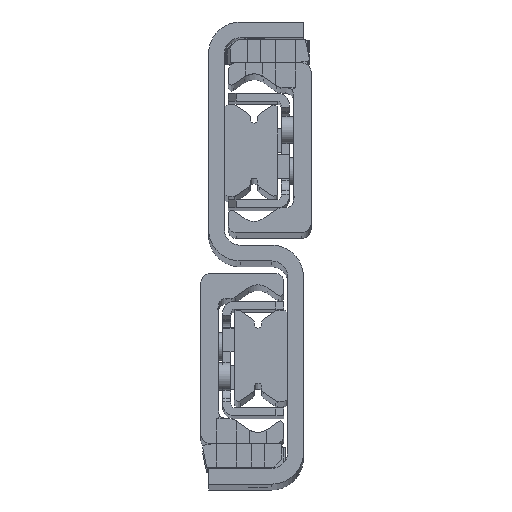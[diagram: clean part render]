
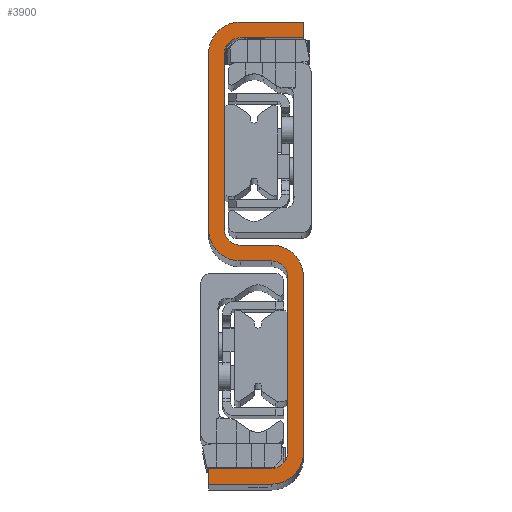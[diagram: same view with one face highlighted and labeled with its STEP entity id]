
A CAD part, top view. The second image highlights one B-rep face of the part: STEP entity #3900.
In plain terms, the highlighted planar face has unit normal (0, 0, 1).
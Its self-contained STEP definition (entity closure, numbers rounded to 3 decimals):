
#2974=CARTESIAN_POINT('',(24.,117.,850.0));
#2975=VERTEX_POINT('',#2974);
#2976=CARTESIAN_POINT('',(24.,113.0,850.0));
#2977=VERTEX_POINT('',#2976);
#2978=CARTESIAN_POINT('',(24.,117.,850.0));
#2979=DIRECTION('',(0.0,-1.0,0.0));
#2980=VECTOR('',#2979,4.);
#2981=LINE('',#2978,#2980);
#2982=EDGE_CURVE('',#2975,#2977,#2981,.T.);
#3014=CARTESIAN_POINT('',(8.,113.0,850.0));
#3015=VERTEX_POINT('',#3014);
#3016=CARTESIAN_POINT('',(24.,113.0,850.0));
#3017=DIRECTION('',(-1.0,0.0,0.0));
#3018=VECTOR('',#3017,16.);
#3019=LINE('',#3016,#3018);
#3020=EDGE_CURVE('',#2977,#3015,#3019,.T.);
#3072=CARTESIAN_POINT('',(4.,109.,850.0));
#3073=VERTEX_POINT('',#3072);
#3074=CARTESIAN_POINT('',(8.,109.,850.0));
#3075=DIRECTION('',(0.0,0.0,1.0));
#3076=DIRECTION('',(0.0,-1.0,0.0));
#3077=AXIS2_PLACEMENT_3D('',#3074,#3075,#3076);
#3078=CIRCLE('',#3077,4.0);
#3079=EDGE_CURVE('',#3015,#3073,#3078,.T.);
#3105=CARTESIAN_POINT('',(4.,64.5,850.0));
#3106=VERTEX_POINT('',#3105);
#3107=CARTESIAN_POINT('',(4.,109.,850.0));
#3108=DIRECTION('',(0.0,-1.0,0.0));
#3109=VECTOR('',#3108,44.5);
#3110=LINE('',#3107,#3109);
#3111=EDGE_CURVE('',#3073,#3106,#3110,.T.);
#3169=CARTESIAN_POINT('',(8.,60.5,850.0));
#3170=VERTEX_POINT('',#3169);
#3171=CARTESIAN_POINT('',(8.,64.5,850.0));
#3172=DIRECTION('',(0.0,0.0,1.0));
#3173=DIRECTION('',(1.0,0.0,0.0));
#3174=AXIS2_PLACEMENT_3D('',#3171,#3172,#3173);
#3175=CIRCLE('',#3174,4.0);
#3176=EDGE_CURVE('',#3106,#3170,#3175,.T.);
#3202=CARTESIAN_POINT('',(16.,60.5,850.0));
#3203=VERTEX_POINT('',#3202);
#3204=CARTESIAN_POINT('',(8.,60.5,850.0));
#3205=DIRECTION('',(1.0,0.0,0.0));
#3206=VECTOR('',#3205,8.);
#3207=LINE('',#3204,#3206);
#3208=EDGE_CURVE('',#3170,#3203,#3207,.T.);
#3233=CARTESIAN_POINT('',(24.,52.5,850.0));
#3234=VERTEX_POINT('',#3233);
#3235=CARTESIAN_POINT('',(16.,52.5,850.0));
#3236=DIRECTION('',(0.0,0.0,-1.0));
#3237=DIRECTION('',(1.0,0.0,0.0));
#3238=AXIS2_PLACEMENT_3D('',#3235,#3236,#3237);
#3239=CIRCLE('',#3238,8.0);
#3240=EDGE_CURVE('',#3203,#3234,#3239,.T.);
#3266=CARTESIAN_POINT('',(24.,8.,850.0));
#3267=VERTEX_POINT('',#3266);
#3268=CARTESIAN_POINT('',(24.,52.5,850.0));
#3269=DIRECTION('',(0.0,-1.0,0.0));
#3270=VECTOR('',#3269,44.5);
#3271=LINE('',#3268,#3270);
#3272=EDGE_CURVE('',#3234,#3267,#3271,.T.);
#3330=CARTESIAN_POINT('',(16.0,0.,850.0));
#3331=VERTEX_POINT('',#3330);
#3332=CARTESIAN_POINT('',(16.,8.,850.0));
#3333=DIRECTION('',(0.0,0.0,-1.0));
#3334=DIRECTION('',(0.,-1.,0.0));
#3335=AXIS2_PLACEMENT_3D('',#3332,#3333,#3334);
#3336=CIRCLE('',#3335,8.0);
#3337=EDGE_CURVE('',#3267,#3331,#3336,.T.);
#3363=CARTESIAN_POINT('',(0.0,0.,850.0));
#3364=VERTEX_POINT('',#3363);
#3365=CARTESIAN_POINT('',(16.0,0.,850.0));
#3366=DIRECTION('',(-1.0,0.0,0.0));
#3367=VECTOR('',#3366,16.0);
#3368=LINE('',#3365,#3367);
#3369=EDGE_CURVE('',#3331,#3364,#3368,.T.);
#3421=CARTESIAN_POINT('',(0.0,4.0,850.0));
#3422=VERTEX_POINT('',#3421);
#3423=CARTESIAN_POINT('',(0.0,0.,850.0));
#3424=DIRECTION('',(0.0,1.0,0.0));
#3425=VECTOR('',#3424,4.);
#3426=LINE('',#3423,#3425);
#3427=EDGE_CURVE('',#3364,#3422,#3426,.T.);
#3452=CARTESIAN_POINT('',(16.,4.,850.0));
#3453=VERTEX_POINT('',#3452);
#3454=CARTESIAN_POINT('',(0.0,4.0,850.0));
#3455=DIRECTION('',(1.0,0.0,0.0));
#3456=VECTOR('',#3455,16.);
#3457=LINE('',#3454,#3456);
#3458=EDGE_CURVE('',#3422,#3453,#3457,.T.);
#3510=CARTESIAN_POINT('',(20.,8.,850.0));
#3511=VERTEX_POINT('',#3510);
#3512=CARTESIAN_POINT('',(16.,8.,850.0));
#3513=DIRECTION('',(0.0,0.0,1.0));
#3514=DIRECTION('',(0.0,1.0,0.0));
#3515=AXIS2_PLACEMENT_3D('',#3512,#3513,#3514);
#3516=CIRCLE('',#3515,4.0);
#3517=EDGE_CURVE('',#3453,#3511,#3516,.T.);
#3543=CARTESIAN_POINT('',(20.,52.5,850.0));
#3544=VERTEX_POINT('',#3543);
#3545=CARTESIAN_POINT('',(20.,8.0,850.0));
#3546=DIRECTION('',(0.0,1.0,0.0));
#3547=VECTOR('',#3546,44.5);
#3548=LINE('',#3545,#3547);
#3549=EDGE_CURVE('',#3511,#3544,#3548,.T.);
#3607=CARTESIAN_POINT('',(16.,56.5,850.0));
#3608=VERTEX_POINT('',#3607);
#3609=CARTESIAN_POINT('',(16.,52.5,850.0));
#3610=DIRECTION('',(0.0,0.0,1.0));
#3611=DIRECTION('',(-1.0,0.0,0.0));
#3612=AXIS2_PLACEMENT_3D('',#3609,#3610,#3611);
#3613=CIRCLE('',#3612,4.0);
#3614=EDGE_CURVE('',#3544,#3608,#3613,.T.);
#3640=CARTESIAN_POINT('',(8.0,56.5,850.0));
#3641=VERTEX_POINT('',#3640);
#3642=CARTESIAN_POINT('',(16.,56.5,850.0));
#3643=DIRECTION('',(-1.0,0.0,0.0));
#3644=VECTOR('',#3643,8.);
#3645=LINE('',#3642,#3644);
#3646=EDGE_CURVE('',#3608,#3641,#3645,.T.);
#3671=CARTESIAN_POINT('',(0.0,64.5,850.0));
#3672=VERTEX_POINT('',#3671);
#3673=CARTESIAN_POINT('',(8.0,64.5,850.0));
#3674=DIRECTION('',(0.0,0.0,-1.0));
#3675=DIRECTION('',(-1.0,0.0,0.0));
#3676=AXIS2_PLACEMENT_3D('',#3673,#3674,#3675);
#3677=CIRCLE('',#3676,8.0);
#3678=EDGE_CURVE('',#3641,#3672,#3677,.T.);
#3704=CARTESIAN_POINT('',(0.0,109.0,850.0));
#3705=VERTEX_POINT('',#3704);
#3706=CARTESIAN_POINT('',(0.0,64.5,850.0));
#3707=DIRECTION('',(0.0,1.0,0.0));
#3708=VECTOR('',#3707,44.5);
#3709=LINE('',#3706,#3708);
#3710=EDGE_CURVE('',#3672,#3705,#3709,.T.);
#3768=CARTESIAN_POINT('',(8.0,117.,850.0));
#3769=VERTEX_POINT('',#3768);
#3770=CARTESIAN_POINT('',(8.0,109.0,850.0));
#3771=DIRECTION('',(0.0,0.0,-1.0));
#3772=DIRECTION('',(0.0,1.0,0.0));
#3773=AXIS2_PLACEMENT_3D('',#3770,#3771,#3772);
#3774=CIRCLE('',#3773,8.0);
#3775=EDGE_CURVE('',#3705,#3769,#3774,.T.);
#3801=CARTESIAN_POINT('',(8.0,117.,850.0));
#3802=DIRECTION('',(1.0,0.0,0.0));
#3803=VECTOR('',#3802,16.);
#3804=LINE('',#3801,#3803);
#3805=EDGE_CURVE('',#3769,#2975,#3804,.T.);
#3873=CARTESIAN_POINT('',(12.,58.5,850.0));
#3874=DIRECTION('',(0.0,0.0,1.0));
#3875=DIRECTION('',(1.0,0.0,0.0));
#3876=AXIS2_PLACEMENT_3D('',#3873,#3874,#3875);
#3877=PLANE('',#3876);
#3878=ORIENTED_EDGE('',*,*,#2982,.F.);
#3879=ORIENTED_EDGE('',*,*,#3805,.F.);
#3880=ORIENTED_EDGE('',*,*,#3775,.F.);
#3881=ORIENTED_EDGE('',*,*,#3710,.F.);
#3882=ORIENTED_EDGE('',*,*,#3678,.F.);
#3883=ORIENTED_EDGE('',*,*,#3646,.F.);
#3884=ORIENTED_EDGE('',*,*,#3614,.F.);
#3885=ORIENTED_EDGE('',*,*,#3549,.F.);
#3886=ORIENTED_EDGE('',*,*,#3517,.F.);
#3887=ORIENTED_EDGE('',*,*,#3458,.F.);
#3888=ORIENTED_EDGE('',*,*,#3427,.F.);
#3889=ORIENTED_EDGE('',*,*,#3369,.F.);
#3890=ORIENTED_EDGE('',*,*,#3337,.F.);
#3891=ORIENTED_EDGE('',*,*,#3272,.F.);
#3892=ORIENTED_EDGE('',*,*,#3240,.F.);
#3893=ORIENTED_EDGE('',*,*,#3208,.F.);
#3894=ORIENTED_EDGE('',*,*,#3176,.F.);
#3895=ORIENTED_EDGE('',*,*,#3111,.F.);
#3896=ORIENTED_EDGE('',*,*,#3079,.F.);
#3897=ORIENTED_EDGE('',*,*,#3020,.F.);
#3898=EDGE_LOOP('',(#3878,#3879,#3880,#3881,#3882,#3883,#3884,#3885,#3886,#3887,#3888,#3889,#3890,#3891,#3892,#3893,#3894,#3895,#3896,#3897));
#3899=FACE_OUTER_BOUND('',#3898,.T.);
#3900=ADVANCED_FACE('',(#3899),#3877,.T.);
